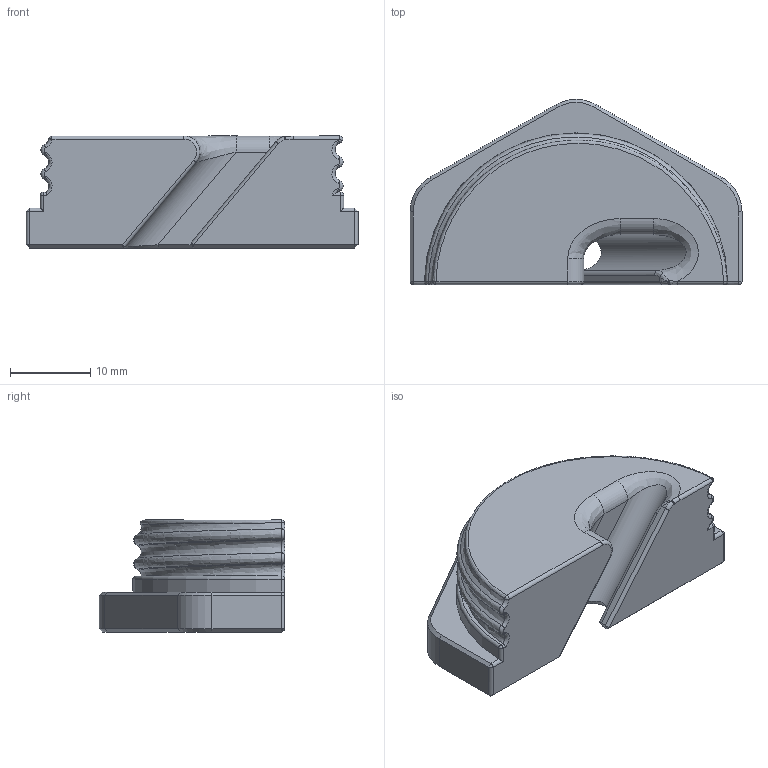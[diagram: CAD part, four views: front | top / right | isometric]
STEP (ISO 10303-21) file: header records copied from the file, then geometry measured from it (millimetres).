
FILE_DESCRIPTION(/* description */ ('STEP AP242','CAx-IF Rec.Pracs.---Representation and Presentation of Product Manufacturing Information (PMI)---4.0---2014-10-13','CAx-IF Rec.Pracs.---3D Tessellated Geometry---0.4---2014-09-14','2;1'),/* implementation_level */ '2;1');
FILE_NAME(/* name */ '6668fc1aef397d2e887266c4',/* time_stamp */ '2024-06-12T01:38:35Z',/* author */ (''),/* organization */ (''),/* preprocessor_version */ 'ST-DEVELOPER v20',/* originating_system */ ' ',/* authorisation */ ' ');
FILE_SCHEMA (('AP242_MANAGED_MODEL_BASED_3D_ENGINEERING_MIM_LF { 1 0 10303 442 1 1 4 }'));
Length unit declared in the file: metre
Products named in the file (1): Part 1
Bounding box: 41.5 x 23.19 x 14 mm (x, y, z)
Volume: 7663.8 mm3; surface area: 3025.2 mm2
Topology: 1 solids, 1 shells, 104 faces, 240 edges, 130 vertices
Faces by surface type: bspline 41, plane 26, cylinder 22, cone 8, sphere 4, torus 3
Entity records: 5483 total; most frequent: CARTESIAN_POINT 3465, ORIENTED_EDGE 464, DIRECTION 346, EDGE_CURVE 232, AXIS2_PLACEMENT_3D 132, VERTEX_POINT 130, EDGE_LOOP 104, FACE_BOUND 104
